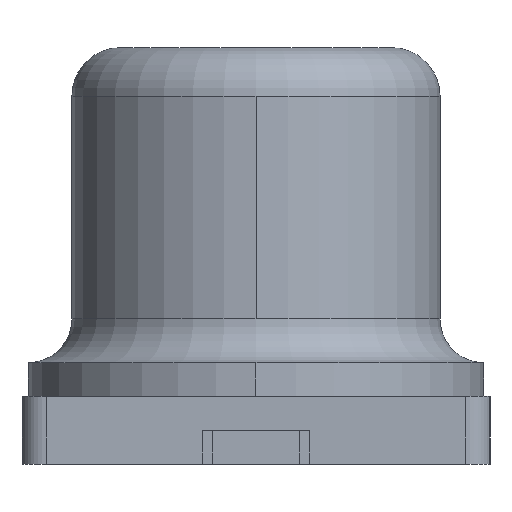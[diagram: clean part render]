
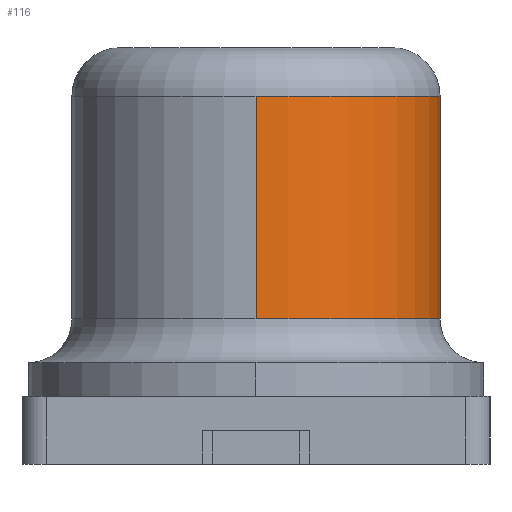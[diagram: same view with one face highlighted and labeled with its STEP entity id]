
A CAD part, left-side view. The second image highlights one B-rep face of the part: STEP entity #116.
In plain terms, the highlighted cylindrical face has radius 1.9 mm (diameter 3.8 mm), a partial arc.
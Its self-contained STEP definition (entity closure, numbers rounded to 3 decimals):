
#116 = ADVANCED_FACE('',(#117),#153,.T.);
#117 = FACE_BOUND('',#118,.T.);
#118 = EDGE_LOOP('',(#119,#130,#138,#147));
#119 = ORIENTED_EDGE('',*,*,#120,.T.);
#120 = EDGE_CURVE('',#121,#123,#125,.T.);
#121 = VERTEX_POINT('',#122);
#122 = CARTESIAN_POINT('',(-3.2,-1.9,3.8));
#123 = VERTEX_POINT('',#124);
#124 = CARTESIAN_POINT('',(-5.1,0.,3.8));
#125 = CIRCLE('',#126,1.9);
#126 = AXIS2_PLACEMENT_3D('',#127,#128,#129);
#127 = CARTESIAN_POINT('',(-3.2,0.,3.8));
#128 = DIRECTION('',(0.,0.,-1.));
#129 = DIRECTION('',(1.,0.,0.));
#130 = ORIENTED_EDGE('',*,*,#131,.T.);
#131 = EDGE_CURVE('',#123,#132,#134,.T.);
#132 = VERTEX_POINT('',#133);
#133 = CARTESIAN_POINT('',(-5.1,0.,1.5));
#134 = LINE('',#135,#136);
#135 = CARTESIAN_POINT('',(-5.1,0.,19.485));
#136 = VECTOR('',#137,1.);
#137 = DIRECTION('',(0.,0.,-1.));
#138 = ORIENTED_EDGE('',*,*,#139,.T.);
#139 = EDGE_CURVE('',#132,#140,#142,.T.);
#140 = VERTEX_POINT('',#141);
#141 = CARTESIAN_POINT('',(-3.2,-1.9,1.5));
#142 = CIRCLE('',#143,1.9);
#143 = AXIS2_PLACEMENT_3D('',#144,#145,#146);
#144 = CARTESIAN_POINT('',(-3.2,0.,1.5));
#145 = DIRECTION('',(0.,0.,1.));
#146 = DIRECTION('',(1.,0.,0.));
#147 = ORIENTED_EDGE('',*,*,#148,.F.);
#148 = EDGE_CURVE('',#121,#140,#149,.T.);
#149 = LINE('',#150,#151);
#150 = CARTESIAN_POINT('',(-3.2,-1.9,19.485));
#151 = VECTOR('',#152,1.);
#152 = DIRECTION('',(0.,0.,-1.));
#153 = CYLINDRICAL_SURFACE('',#154,1.9);
#154 = AXIS2_PLACEMENT_3D('',#155,#156,#157);
#155 = CARTESIAN_POINT('',(-3.2,0.,19.485));
#156 = DIRECTION('',(0.,0.,-1.));
#157 = DIRECTION('',(-1.,0.,0.));
